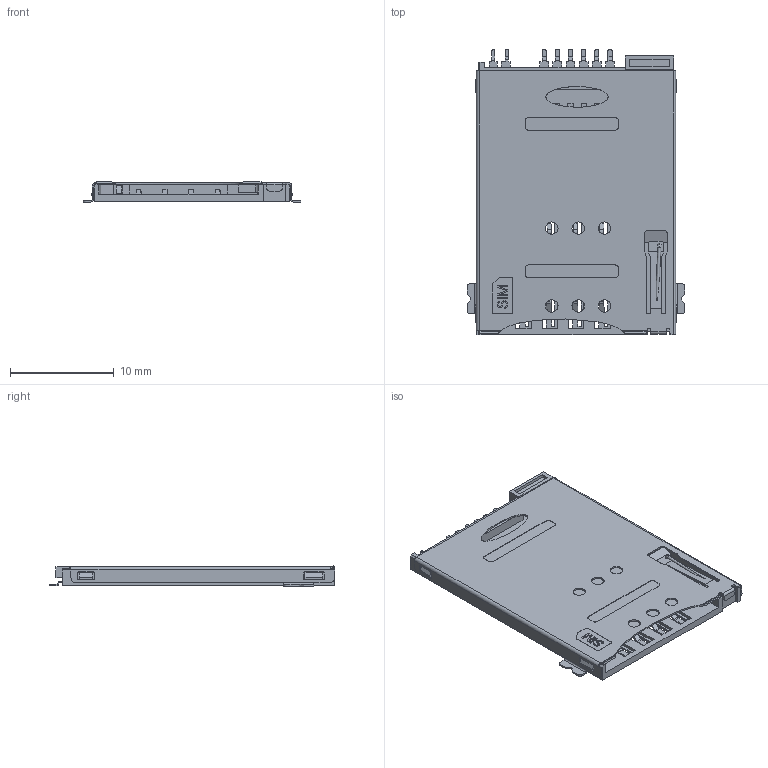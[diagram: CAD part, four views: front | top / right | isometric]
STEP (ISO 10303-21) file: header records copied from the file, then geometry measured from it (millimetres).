
FILE_DESCRIPTION (( 'STEP AP203' ), '1' );
FILE_NAME ('SIM-204.STEP', '2021-06-17T07:35:25', ( '' ), ( '' ), 'SwSTEP 2.0', 'SolidWorks 2019', '' );
FILE_SCHEMA (( 'CONFIG_CONTROL_DESIGN' ));
Length unit declared in the file: millimetre
Products named in the file (1): SIM-204
Bounding box: 21 x 27.47 x 1.93 mm (x, y, z)
Volume: 452.6 mm3; surface area: 2393.4 mm2
Topology: 3 solids, 3 shells, 1050 faces, 2935 edges, 1950 vertices
Faces by surface type: plane 794, cylinder 233, bspline 19, cone 4
Entity records: 34144 total; most frequent: CARTESIAN_POINT 6990, ORIENTED_EDGE 5870, DIRECTION 5230, EDGE_CURVE 2935, LINE 2386, VECTOR 2386, VERTEX_POINT 1950, AXIS2_PLACEMENT_3D 1422
